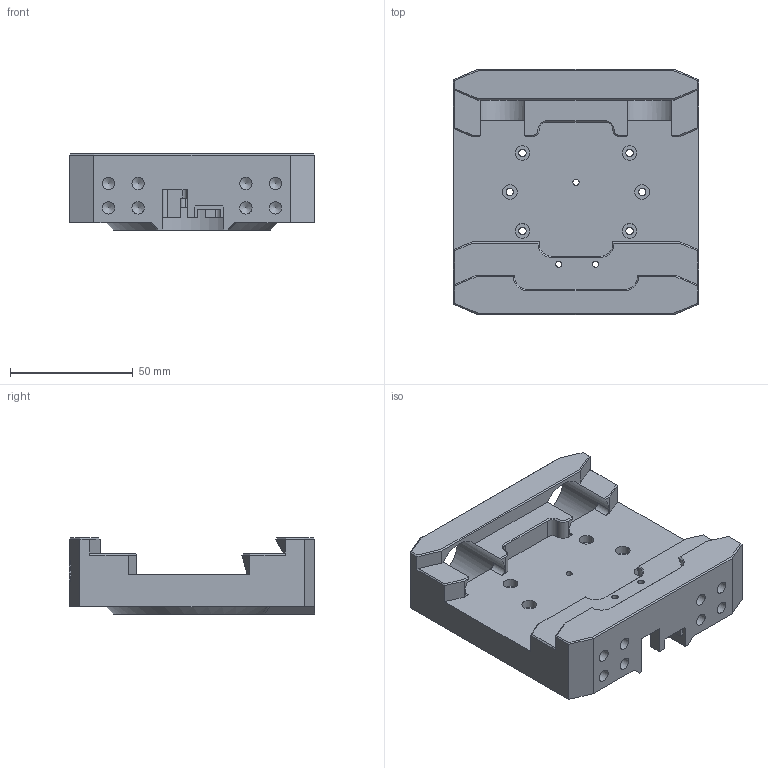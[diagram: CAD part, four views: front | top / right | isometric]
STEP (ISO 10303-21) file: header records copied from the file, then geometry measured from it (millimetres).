
FILE_DESCRIPTION(/* description */ ('STEP AP242','CAx-IF Rec.Pracs.---Representation and Presentation of Product Manufacturing Information (PMI)---4.0---2014-10-13','CAx-IF Rec.Pracs.---3D Tessellated Geometry---0.4---2014-09-14','2;1'),/* implementation_level */ '2;1');
FILE_NAME(/* name */ 'AstraDovetail Tiny - Dovetail tiny',/* time_stamp */ '2025-03-22T12:45:24Z',/* author */ (''),/* organization */ (''),/* preprocessor_version */ 'ST-DEVELOPER v20',/* originating_system */ 'ONSHAPE BY PTC INC, 1.195',/* authorisation */ ' ');
FILE_SCHEMA (('AP242_MANAGED_MODEL_BASED_3D_ENGINEERING_MIM_LF { 1 0 10303 442 1 1 4 }'));
Length unit declared in the file: metre
Products named in the file (1): Dovetail tiny
Bounding box: 100 x 100 x 31 mm (x, y, z)
Volume: 152885.5 mm3; surface area: 40871.2 mm2
Topology: 1 solids, 1 shells, 183 faces, 495 edges, 318 vertices
Faces by surface type: plane 114, cylinder 48, cone 19, bspline 2
Full cylindrical faces by diameter (mm): 2.5 x3, 3 x6, 5 x10, 6 x6, 8.2 x2, 23.1 x2
Entity records: 5443 total; most frequent: CARTESIAN_POINT 973, DIRECTION 914, ORIENTED_EDGE 868, EDGE_CURVE 434, VERTEX_POINT 306, AXIS2_PLACEMENT_3D 306, LINE 302, VECTOR 302
